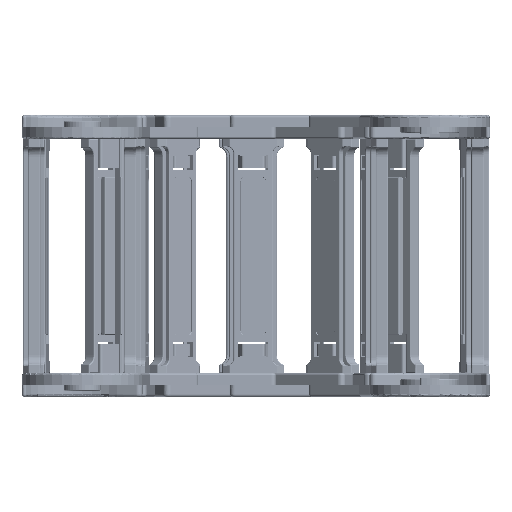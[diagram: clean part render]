
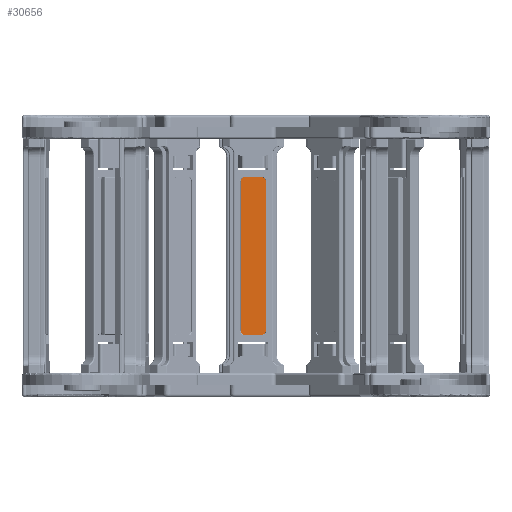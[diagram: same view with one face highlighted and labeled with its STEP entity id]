
A CAD part, left-side view. The second image highlights one B-rep face of the part: STEP entity #30656.
In plain terms, the highlighted face is planar.
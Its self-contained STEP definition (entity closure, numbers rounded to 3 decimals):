
#88 = CARTESIAN_POINT ( 'NONE',  ( -37.571, 70.705, -13.755 ) ) ;
#1963 = VECTOR ( 'NONE', #30229, 1000. ) ;
#2077 = LINE ( 'NONE', #7862, #1963 ) ;
#2358 = CARTESIAN_POINT ( 'NONE',  ( -28.697, 70.705, 45.623 ) ) ;
#3010 = CARTESIAN_POINT ( 'NONE',  ( -30.635, 70.705, 52.461 ) ) ;
#3428 = VECTOR ( 'NONE', #3885, 1000. ) ;
#3885 = DIRECTION ( 'NONE',  ( -1., 0., 0. ) ) ;
#4117 = DIRECTION ( 'NONE',  ( 0., 1., 0. ) ) ;
#4707 = CARTESIAN_POINT ( 'NONE',  ( -30.635, 70.705, 45.623 ) ) ;
#4709 = VERTEX_POINT ( 'NONE', #40933 ) ;
#6997 = EDGE_CURVE ( 'NONE', #12480, #31374, #16344, .T. ) ;
#7285 = DIRECTION ( 'NONE',  ( 0., 0., -1. ) ) ;
#7319 = CARTESIAN_POINT ( 'NONE',  ( -37.571, 70.705, 50.523 ) ) ;
#7378 = AXIS2_PLACEMENT_3D ( 'NONE', #45277, #27086, #37555 ) ;
#7516 = DIRECTION ( 'NONE',  ( 0., 0., -1. ) ) ;
#7691 = VECTOR ( 'NONE', #26428, 1000. ) ;
#7862 = CARTESIAN_POINT ( 'NONE',  ( -39.509, 70.705, 45.623 ) ) ;
#9009 = ORIENTED_EDGE ( 'NONE', *, *, #31431, .T. ) ;
#9363 = CARTESIAN_POINT ( 'NONE',  ( -39.509, 70.705, -13.755 ) ) ;
#9432 = ORIENTED_EDGE ( 'NONE', *, *, #41792, .T. ) ;
#10776 = VERTEX_POINT ( 'NONE', #3010 ) ;
#11467 = CARTESIAN_POINT ( 'NONE',  ( -30.635, 70.705, -15.693 ) ) ;
#11924 = CARTESIAN_POINT ( 'NONE',  ( -30.635, 70.705, 52.461 ) ) ;
#12480 = VERTEX_POINT ( 'NONE', #33405 ) ;
#13241 = CARTESIAN_POINT ( 'NONE',  ( -28.697, 70.705, 50.523 ) ) ;
#16331 = CIRCLE ( 'NONE', #28455, 1.938 ) ;
#16344 = CIRCLE ( 'NONE', #34656, 1.938 ) ;
#17024 = CIRCLE ( 'NONE', #39658, 1.938 ) ;
#17619 = AXIS2_PLACEMENT_3D ( 'NONE', #4707, #30317, #23053 ) ;
#18081 = EDGE_CURVE ( 'NONE', #4709, #34812, #16331, .T. ) ;
#18687 = ORIENTED_EDGE ( 'NONE', *, *, #24526, .F. ) ;
#19079 = CARTESIAN_POINT ( 'NONE',  ( -37.571, 70.705, 52.461 ) ) ;
#19528 = ORIENTED_EDGE ( 'NONE', *, *, #18081, .F. ) ;
#19981 = PLANE ( 'NONE',  #17619 ) ;
#20294 = EDGE_CURVE ( 'NONE', #21560, #34812, #2077, .T. ) ;
#21560 = VERTEX_POINT ( 'NONE', #40440 ) ;
#21778 = EDGE_CURVE ( 'NONE', #31891, #21560, #17024, .T. ) ;
#21838 = EDGE_LOOP ( 'NONE', ( #37284, #19528, #18687, #41111, #9009, #9432, #24151, #31714 ) ) ;
#22380 = FACE_OUTER_BOUND ( 'NONE', #21838, .T. ) ;
#22563 = CARTESIAN_POINT ( 'NONE',  ( -30.635, 70.705, -13.755 ) ) ;
#23053 = DIRECTION ( 'NONE',  ( 0., 0., 1. ) ) ;
#24023 = VECTOR ( 'NONE', #42816, 1000. ) ;
#24151 = ORIENTED_EDGE ( 'NONE', *, *, #28843, .T. ) ;
#24526 = EDGE_CURVE ( 'NONE', #31374, #4709, #35324, .T. ) ;
#26428 = DIRECTION ( 'NONE',  ( -1., 0., 0. ) ) ;
#27086 = DIRECTION ( 'NONE',  ( 0., -1., 0. ) ) ;
#28455 = AXIS2_PLACEMENT_3D ( 'NONE', #88, #4117, #7516 ) ;
#28843 = EDGE_CURVE ( 'NONE', #10776, #31891, #35707, .T. ) ;
#29670 = DIRECTION ( 'NONE',  ( 0., 1., 0. ) ) ;
#30229 = DIRECTION ( 'NONE',  ( 0., 0., -1. ) ) ;
#30317 = DIRECTION ( 'NONE',  ( 0., -1., 0. ) ) ;
#30656 = ADVANCED_FACE ( 'NONE', ( #22380 ), #19981, .T. ) ;
#31374 = VERTEX_POINT ( 'NONE', #42650 ) ;
#31431 = EDGE_CURVE ( 'NONE', #12480, #35963, #31537, .T. ) ;
#31537 = LINE ( 'NONE', #2358, #24023 ) ;
#31714 = ORIENTED_EDGE ( 'NONE', *, *, #21778, .T. ) ;
#31891 = VERTEX_POINT ( 'NONE', #19079 ) ;
#33405 = CARTESIAN_POINT ( 'NONE',  ( -28.697, 70.705, -13.755 ) ) ;
#34656 = AXIS2_PLACEMENT_3D ( 'NONE', #22563, #29670, #7285 ) ;
#34812 = VERTEX_POINT ( 'NONE', #9363 ) ;
#35324 = LINE ( 'NONE', #11467, #7691 ) ;
#35707 = LINE ( 'NONE', #11924, #3428 ) ;
#35963 = VERTEX_POINT ( 'NONE', #13241 ) ;
#36793 = DIRECTION ( 'NONE',  ( 0., -1., 0. ) ) ;
#37284 = ORIENTED_EDGE ( 'NONE', *, *, #20294, .T. ) ;
#37555 = DIRECTION ( 'NONE',  ( 0., 0., 1. ) ) ;
#39245 = CIRCLE ( 'NONE', #7378, 1.938 ) ;
#39658 = AXIS2_PLACEMENT_3D ( 'NONE', #7319, #36793, #47739 ) ;
#40440 = CARTESIAN_POINT ( 'NONE',  ( -39.509, 70.705, 50.523 ) ) ;
#40933 = CARTESIAN_POINT ( 'NONE',  ( -37.571, 70.705, -15.693 ) ) ;
#41111 = ORIENTED_EDGE ( 'NONE', *, *, #6997, .F. ) ;
#41792 = EDGE_CURVE ( 'NONE', #35963, #10776, #39245, .T. ) ;
#42650 = CARTESIAN_POINT ( 'NONE',  ( -30.635, 70.705, -15.693 ) ) ;
#42816 = DIRECTION ( 'NONE',  ( 0., 0., 1. ) ) ;
#45277 = CARTESIAN_POINT ( 'NONE',  ( -30.635, 70.705, 50.523 ) ) ;
#47739 = DIRECTION ( 'NONE',  ( 0., 0., 1. ) ) ;
